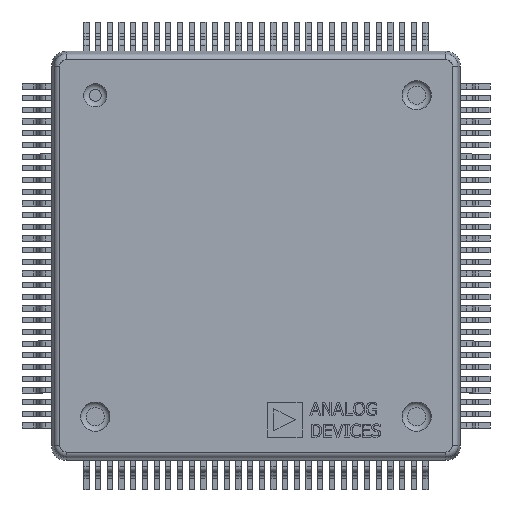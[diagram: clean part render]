
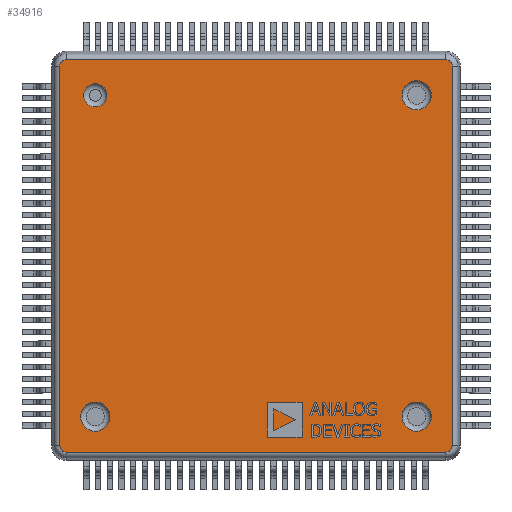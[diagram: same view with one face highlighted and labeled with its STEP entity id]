
A CAD part, top view. The second image highlights one B-rep face of the part: STEP entity #34916.
In plain terms, the highlighted planar face has unit normal (0, 0, 1).
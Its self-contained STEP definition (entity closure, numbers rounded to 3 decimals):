
#251=FACE_BOUND('',#5752,.T.);
#252=FACE_BOUND('',#5753,.T.);
#253=FACE_BOUND('',#5754,.T.);
#254=FACE_BOUND('',#5755,.T.);
#2014=CIRCLE('',#37924,0.5);
#2016=CIRCLE('',#37928,0.4);
#2018=CIRCLE('',#37932,0.5);
#2020=CIRCLE('',#37936,0.5);
#2048=CIRCLE('',#37987,0.213);
#2054=CIRCLE('',#37995,0.213);
#2058=CIRCLE('',#38001,0.213);
#2062=CIRCLE('',#38007,0.213);
#3790=FACE_OUTER_BOUND('',#5751,.T.);
#5751=EDGE_LOOP('',(#30668,#30669,#30670,#30671,#30672,#30673,#30674,#30675));
#5752=EDGE_LOOP('',(#30676));
#5753=EDGE_LOOP('',(#30677));
#5754=EDGE_LOOP('',(#30678));
#5755=EDGE_LOOP('',(#30679));
#9369=LINE('',#56824,#13184);
#9371=LINE('',#56836,#13186);
#9373=LINE('',#56848,#13188);
#9375=LINE('',#56857,#13190);
#13184=VECTOR('',#46986,13.);
#13186=VECTOR('',#47000,13.);
#13188=VECTOR('',#47014,13.);
#13190=VECTOR('',#47026,13.);
#16504=VERTEX_POINT('',#56698);
#16506=VERTEX_POINT('',#56704);
#16508=VERTEX_POINT('',#56710);
#16510=VERTEX_POINT('',#56716);
#16541=VERTEX_POINT('',#56812);
#16542=VERTEX_POINT('',#56814);
#16544=VERTEX_POINT('',#56820);
#16546=VERTEX_POINT('',#56826);
#16548=VERTEX_POINT('',#56832);
#16550=VERTEX_POINT('',#56838);
#16552=VERTEX_POINT('',#56844);
#16554=VERTEX_POINT('',#56850);
#21250=EDGE_CURVE('',#16504,#16504,#2014,.T.);
#21252=EDGE_CURVE('',#16506,#16506,#2016,.T.);
#21254=EDGE_CURVE('',#16508,#16508,#2018,.T.);
#21256=EDGE_CURVE('',#16510,#16510,#2020,.T.);
#21299=EDGE_CURVE('',#16541,#16542,#2048,.T.);
#21304=EDGE_CURVE('',#16542,#16544,#9369,.T.);
#21307=EDGE_CURVE('',#16544,#16546,#2054,.T.);
#21310=EDGE_CURVE('',#16546,#16548,#9371,.T.);
#21313=EDGE_CURVE('',#16548,#16550,#2058,.T.);
#21316=EDGE_CURVE('',#16550,#16552,#9373,.T.);
#21319=EDGE_CURVE('',#16552,#16554,#2062,.T.);
#21321=EDGE_CURVE('',#16554,#16541,#9375,.T.);
#30668=ORIENTED_EDGE('',*,*,#21299,.F.);
#30669=ORIENTED_EDGE('',*,*,#21321,.F.);
#30670=ORIENTED_EDGE('',*,*,#21319,.F.);
#30671=ORIENTED_EDGE('',*,*,#21316,.F.);
#30672=ORIENTED_EDGE('',*,*,#21313,.F.);
#30673=ORIENTED_EDGE('',*,*,#21310,.F.);
#30674=ORIENTED_EDGE('',*,*,#21307,.F.);
#30675=ORIENTED_EDGE('',*,*,#21304,.F.);
#30676=ORIENTED_EDGE('',*,*,#21250,.T.);
#30677=ORIENTED_EDGE('',*,*,#21254,.T.);
#30678=ORIENTED_EDGE('',*,*,#21252,.T.);
#30679=ORIENTED_EDGE('',*,*,#21256,.T.);
#33043=PLANE('',#38015);
#34916=ADVANCED_FACE('',(#3790,#251,#252,#253,#254),#33043,.T.);
#37924=AXIS2_PLACEMENT_3D('',#56699,#46834,#46835);
#37928=AXIS2_PLACEMENT_3D('',#56705,#46842,#46843);
#37932=AXIS2_PLACEMENT_3D('',#56711,#46850,#46851);
#37936=AXIS2_PLACEMENT_3D('',#56717,#46858,#46859);
#37987=AXIS2_PLACEMENT_3D('',#56815,#46975,#46976);
#37995=AXIS2_PLACEMENT_3D('',#56830,#46993,#46994);
#38001=AXIS2_PLACEMENT_3D('',#56842,#47007,#47008);
#38007=AXIS2_PLACEMENT_3D('',#56854,#47021,#47022);
#38015=AXIS2_PLACEMENT_3D('',#56876,#47046,#47047);
#46834=DIRECTION('center_axis',(0.,0.,-1.));
#46835=DIRECTION('ref_axis',(-1.,0.,0.));
#46842=DIRECTION('center_axis',(0.,0.,-1.));
#46843=DIRECTION('ref_axis',(-1.,0.,0.));
#46850=DIRECTION('center_axis',(0.,0.,-1.));
#46851=DIRECTION('ref_axis',(-1.,0.,0.));
#46858=DIRECTION('center_axis',(0.,0.,-1.));
#46859=DIRECTION('ref_axis',(-1.,0.,0.));
#46975=DIRECTION('center_axis',(0.,0.,-1.));
#46976=DIRECTION('ref_axis',(0.707,0.707,0.));
#46986=DIRECTION('',(0.,-1.,0.));
#46993=DIRECTION('center_axis',(0.,0.,-1.));
#46994=DIRECTION('ref_axis',(0.707,-0.707,0.));
#47000=DIRECTION('',(-1.,0.,0.));
#47007=DIRECTION('center_axis',(0.,0.,-1.));
#47008=DIRECTION('ref_axis',(-0.707,-0.707,0.));
#47014=DIRECTION('',(0.,1.,0.));
#47021=DIRECTION('center_axis',(0.,0.,-1.));
#47022=DIRECTION('ref_axis',(-0.707,0.707,0.));
#47026=DIRECTION('',(1.,0.,0.));
#47046=DIRECTION('center_axis',(0.,0.,1.));
#47047=DIRECTION('ref_axis',(1.,0.,0.));
#56698=CARTESIAN_POINT('',(6.,5.5,1.6));
#56699=CARTESIAN_POINT('Origin',(5.5,5.5,1.6));
#56704=CARTESIAN_POINT('',(-5.1,5.5,1.6));
#56705=CARTESIAN_POINT('Origin',(-5.5,5.5,1.6));
#56710=CARTESIAN_POINT('',(-5.,-5.5,1.6));
#56711=CARTESIAN_POINT('Origin',(-5.5,-5.5,1.6));
#56716=CARTESIAN_POINT('',(6.,-5.5,1.6));
#56717=CARTESIAN_POINT('Origin',(5.5,-5.5,1.6));
#56812=CARTESIAN_POINT('',(6.5,6.713,1.6));
#56814=CARTESIAN_POINT('',(6.713,6.5,1.6));
#56815=CARTESIAN_POINT('Origin',(6.5,6.5,1.6));
#56820=CARTESIAN_POINT('',(6.713,-6.5,1.6));
#56824=CARTESIAN_POINT('',(6.713,-1.75,1.6));
#56826=CARTESIAN_POINT('',(6.5,-6.713,1.6));
#56830=CARTESIAN_POINT('Origin',(6.5,-6.5,1.6));
#56832=CARTESIAN_POINT('',(-6.5,-6.713,1.6));
#56836=CARTESIAN_POINT('',(-1.75,-6.713,1.6));
#56838=CARTESIAN_POINT('',(-6.713,-6.5,1.6));
#56842=CARTESIAN_POINT('Origin',(-6.5,-6.5,1.6));
#56844=CARTESIAN_POINT('',(-6.713,6.5,1.6));
#56848=CARTESIAN_POINT('',(-6.713,1.75,1.6));
#56850=CARTESIAN_POINT('',(-6.5,6.713,1.6));
#56854=CARTESIAN_POINT('Origin',(-6.5,6.5,1.6));
#56857=CARTESIAN_POINT('',(1.75,6.713,1.6));
#56876=CARTESIAN_POINT('Origin',(0.,0.,1.6));
